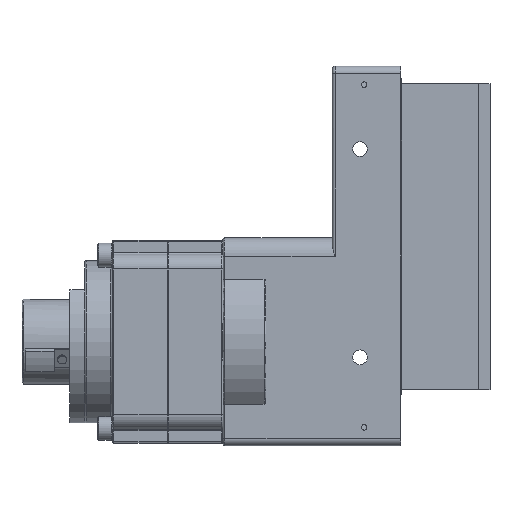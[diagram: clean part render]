
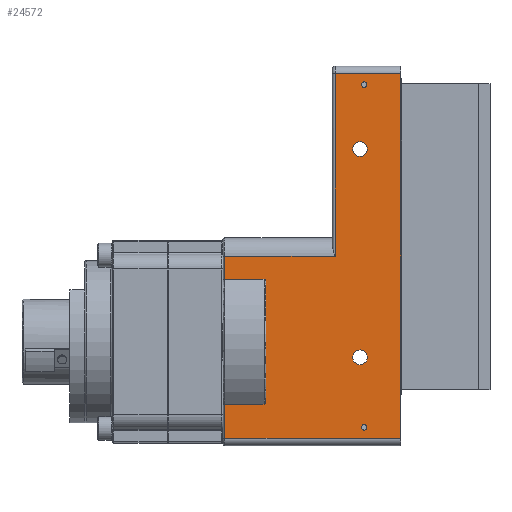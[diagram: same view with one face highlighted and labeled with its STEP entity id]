
A CAD part, left-side view. The second image highlights one B-rep face of the part: STEP entity #24572.
In plain terms, the highlighted planar face has unit normal (-1, 0, 0).
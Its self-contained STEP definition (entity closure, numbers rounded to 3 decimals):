
#239=B_SPLINE_CURVE_WITH_KNOTS($,3,(#33278,#33279,#33280,#33281,#33282,
#33283,#33284,#33285,#33286,#33287),.UNSPECIFIED.,.F.,.F.,(4,2,2,2,4),(-0.184,
-0.123,-0.073,-0.033,0.),
 .UNSPECIFIED.);
#240=B_SPLINE_CURVE_WITH_KNOTS($,3,(#33290,#33291,#33292,#33293,#33294,
#33295,#33296,#33297,#33298,#33299),.UNSPECIFIED.,.F.,.F.,(4,2,2,2,4),(-0.743,
-0.71,-0.67,-0.62,-0.558),
 .UNSPECIFIED.);
#300=FACE_BOUND($,#1803,.T.);
#301=FACE_BOUND($,#1804,.T.);
#302=FACE_BOUND($,#1805,.T.);
#303=FACE_BOUND($,#1806,.T.);
#563=PLANE($,#25484);
#1048=FACE_OUTER_BOUND($,#1802,.T.);
#1802=EDGE_LOOP($,(#18478,#18479,#18480,#18481,#18482,#18483,#18484,#18485,
#18486,#18487,#18488,#18489));
#1803=EDGE_LOOP($,(#18490));
#1804=EDGE_LOOP($,(#18491));
#1805=EDGE_LOOP($,(#18492));
#1806=EDGE_LOOP($,(#18493));
#2726=LINE($,#33031,#6264);
#2780=LINE($,#33217,#6318);
#2785=LINE($,#33237,#6323);
#2796=LINE($,#33265,#6334);
#2797=LINE($,#33270,#6335);
#2798=LINE($,#33274,#6336);
#2799=LINE($,#33301,#6337);
#2800=LINE($,#33303,#6338);
#2801=LINE($,#33305,#6339);
#2802=LINE($,#33306,#6340);
#6264=VECTOR($,#26830,35.5);
#6318=VECTOR($,#26998,99.1);
#6323=VECTOR($,#27025,197.91);
#6334=VECTOR($,#27048,95.32);
#6335=VECTOR($,#27053,21.25);
#6336=VECTOR($,#27056,21.25);
#6337=VECTOR($,#27065,64.854);
#6338=VECTOR($,#27068,18.512);
#6339=VECTOR($,#27069,59.82);
#6340=VECTOR($,#27070,12.512);
#9824=CIRCLE($,#25370,1.5);
#9826=CIRCLE($,#25373,4.);
#9840=CIRCLE($,#25394,4.);
#9842=CIRCLE($,#25397,1.5);
#10410=VERTEX_POINT($,#32972);
#10412=VERTEX_POINT($,#32977);
#10426=VERTEX_POINT($,#33012);
#10428=VERTEX_POINT($,#33017);
#10433=VERTEX_POINT($,#33028);
#10434=VERTEX_POINT($,#33030);
#10493=VERTEX_POINT($,#33206);
#10497=VERTEX_POINT($,#33236);
#10508=VERTEX_POINT($,#33264);
#10509=VERTEX_POINT($,#33268);
#10510=VERTEX_POINT($,#33269);
#10511=VERTEX_POINT($,#33271);
#10512=VERTEX_POINT($,#33273);
#10513=VERTEX_POINT($,#33277);
#10514=VERTEX_POINT($,#33288);
#10515=VERTEX_POINT($,#33304);
#13989=EDGE_CURVE($,#10410,#10410,#9824,.T.);
#13991=EDGE_CURVE($,#10412,#10412,#9826,.T.);
#14005=EDGE_CURVE($,#10426,#10426,#9840,.T.);
#14007=EDGE_CURVE($,#10428,#10428,#9842,.T.);
#14012=EDGE_CURVE($,#10434,#10433,#2726,.T.);
#14098=EDGE_CURVE($,#10433,#10493,#2780,.T.);
#14108=EDGE_CURVE($,#10434,#10497,#2785,.T.);
#14122=EDGE_CURVE($,#10508,#10497,#2796,.T.);
#14124=EDGE_CURVE($,#10509,#10510,#2797,.T.);
#14126=EDGE_CURVE($,#10511,#10512,#2798,.T.);
#14128=EDGE_CURVE($,#10513,#10509,#239,.T.);
#14130=EDGE_CURVE($,#10511,#10514,#240,.T.);
#14131=EDGE_CURVE($,#10513,#10514,#2799,.T.);
#14132=EDGE_CURVE($,#10510,#10508,#2800,.T.);
#14133=EDGE_CURVE($,#10493,#10515,#2801,.T.);
#14134=EDGE_CURVE($,#10515,#10512,#2802,.T.);
#18478=ORIENTED_EDGE($,*,*,#14131,.F.);
#18479=ORIENTED_EDGE($,*,*,#14128,.T.);
#18480=ORIENTED_EDGE($,*,*,#14124,.T.);
#18481=ORIENTED_EDGE($,*,*,#14132,.T.);
#18482=ORIENTED_EDGE($,*,*,#14122,.T.);
#18483=ORIENTED_EDGE($,*,*,#14108,.F.);
#18484=ORIENTED_EDGE($,*,*,#14012,.T.);
#18485=ORIENTED_EDGE($,*,*,#14098,.T.);
#18486=ORIENTED_EDGE($,*,*,#14133,.T.);
#18487=ORIENTED_EDGE($,*,*,#14134,.T.);
#18488=ORIENTED_EDGE($,*,*,#14126,.F.);
#18489=ORIENTED_EDGE($,*,*,#14130,.T.);
#18490=ORIENTED_EDGE($,*,*,#14005,.F.);
#18491=ORIENTED_EDGE($,*,*,#14007,.F.);
#18492=ORIENTED_EDGE($,*,*,#13989,.F.);
#18493=ORIENTED_EDGE($,*,*,#13991,.F.);
#24572=ADVANCED_FACE($,(#1048,#300,#301,#302,#303),#563,.F.);
#25370=AXIS2_PLACEMENT_3D($,#32973,#26763,#26764);
#25373=AXIS2_PLACEMENT_3D($,#32978,#26769,#26770);
#25394=AXIS2_PLACEMENT_3D($,#33013,#26811,#26812);
#25397=AXIS2_PLACEMENT_3D($,#33018,#26817,#26818);
#25484=AXIS2_PLACEMENT_3D($,#33302,#27066,#27067);
#26763=DIRECTION('center_axis',(-1.,0.,0.));
#26764=DIRECTION('ref_axis',(0.,0.,
1.));
#26769=DIRECTION('center_axis',(-1.,0.,0.));
#26770=DIRECTION('ref_axis',(0.,0.,
1.));
#26811=DIRECTION('center_axis',(-1.,0.,0.));
#26812=DIRECTION('ref_axis',(0.,0.,
1.));
#26817=DIRECTION('center_axis',(-1.,0.,0.));
#26818=DIRECTION('ref_axis',(0.,0.,
1.));
#26830=DIRECTION($,(0.,1.,0.));
#26998=DIRECTION($,(0.,0.,-1.));
#27025=DIRECTION($,(0.,0.,-1.));
#27048=DIRECTION($,(0.,-1.,0.));
#27053=DIRECTION($,(0.,1.,0.));
#27056=DIRECTION($,(0.,1.,0.));
#27065=DIRECTION($,(0.,0.,1.));
#27066=DIRECTION('center_axis',(1.,0.,0.));
#27067=DIRECTION('ref_axis',(0.,0.,1.));
#27068=DIRECTION($,(0.,0.,-1.));
#27069=DIRECTION($,(0.,1.,0.));
#27070=DIRECTION($,(0.,0.,-1.));
#32972=CARTESIAN_POINT('',(-43.903,20.804,-90.529));
#32973=CARTESIAN_POINT('Origin',(-43.903,20.804,-89.029));
#32977=CARTESIAN_POINT('',(-43.903,23.054,-55.029));
#32978=CARTESIAN_POINT('Origin',(-43.903,23.054,-51.029));
#33012=CARTESIAN_POINT('',(-43.903,23.054,57.876));
#33013=CARTESIAN_POINT('Origin',(-43.903,23.054,61.876));
#33017=CARTESIAN_POINT('',(-43.903,20.804,95.376));
#33018=CARTESIAN_POINT('Origin',(-43.903,20.804,96.876));
#33028=CARTESIAN_POINT('',(-43.903,36.554,102.876));
#33030=CARTESIAN_POINT('',(-43.903,1.054,102.876));
#33031=CARTESIAN_POINT($,(-43.903,2.054,102.876));
#33206=CARTESIAN_POINT('',(-43.903,36.554,3.776));
#33217=CARTESIAN_POINT($,(-43.903,36.554,13.776));
#33236=CARTESIAN_POINT('',(-43.903,1.054,-95.034));
#33237=CARTESIAN_POINT($,(-43.903,1.054,194.71));
#33264=CARTESIAN_POINT('',(-43.903,96.374,-95.034));
#33265=CARTESIAN_POINT($,(-43.903,2.054,-95.034));
#33268=CARTESIAN_POINT('',(-43.903,75.124,-76.523));
#33269=CARTESIAN_POINT('',(-43.903,96.374,-76.523));
#33270=CARTESIAN_POINT($,(-43.903,75.124,-76.523));
#33271=CARTESIAN_POINT('',(-43.903,75.124,-8.736));
#33273=CARTESIAN_POINT('',(-43.903,96.374,-8.736));
#33274=CARTESIAN_POINT($,(-43.903,75.124,-8.736));
#33277=CARTESIAN_POINT('',(-43.903,74.124,-75.056));
#33278=CARTESIAN_POINT('Ctrl Pts',(-43.903,74.124,-75.056));
#33279=CARTESIAN_POINT('Ctrl Pts',(-43.903,74.124,-75.261));
#33280=CARTESIAN_POINT('Ctrl Pts',(-43.903,74.16,-75.505));
#33281=CARTESIAN_POINT('Ctrl Pts',(-43.903,74.276,-75.859));
#33282=CARTESIAN_POINT('Ctrl Pts',(-43.903,74.367,-76.039));
#33283=CARTESIAN_POINT('Ctrl Pts',(-43.903,74.554,-76.274));
#33284=CARTESIAN_POINT('Ctrl Pts',(-43.903,74.673,-76.38));
#33285=CARTESIAN_POINT('Ctrl Pts',(-43.903,74.889,-76.49));
#33286=CARTESIAN_POINT('Ctrl Pts',(-43.903,75.015,-76.523));
#33287=CARTESIAN_POINT('Ctrl Pts',(-43.903,75.124,-76.523));
#33288=CARTESIAN_POINT('',(-43.903,74.124,-10.203));
#33290=CARTESIAN_POINT('Ctrl Pts',(-43.903,75.124,-8.736));
#33291=CARTESIAN_POINT('Ctrl Pts',(-43.903,75.015,-8.736));
#33292=CARTESIAN_POINT('Ctrl Pts',(-43.903,74.889,-8.769));
#33293=CARTESIAN_POINT('Ctrl Pts',(-43.903,74.673,-8.879));
#33294=CARTESIAN_POINT('Ctrl Pts',(-43.903,74.554,-8.985));
#33295=CARTESIAN_POINT('Ctrl Pts',(-43.903,74.367,-9.22));
#33296=CARTESIAN_POINT('Ctrl Pts',(-43.903,74.276,-9.4));
#33297=CARTESIAN_POINT('Ctrl Pts',(-43.903,74.16,-9.754));
#33298=CARTESIAN_POINT('Ctrl Pts',(-43.903,74.124,-9.998));
#33299=CARTESIAN_POINT('Ctrl Pts',(-43.903,74.124,-10.203));
#33301=CARTESIAN_POINT($,(-43.903,74.124,194.71));
#33302=CARTESIAN_POINT('Origin',(-43.903,2.054,194.71));
#33303=CARTESIAN_POINT($,(-43.903,96.374,-95.034));
#33304=CARTESIAN_POINT('',(-43.903,96.374,3.776));
#33305=CARTESIAN_POINT($,(-43.903,2.054,3.776));
#33306=CARTESIAN_POINT($,(-43.903,96.374,-8.736));
